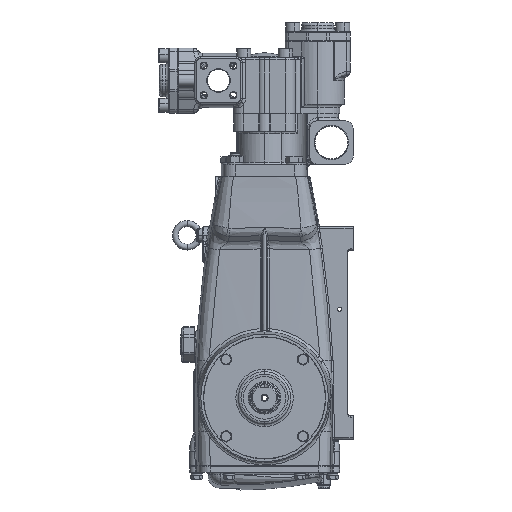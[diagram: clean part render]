
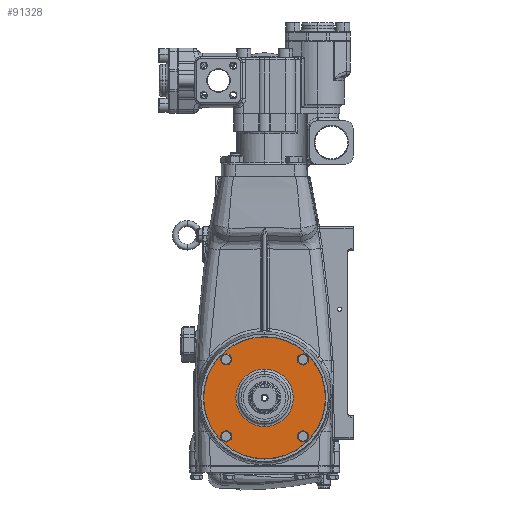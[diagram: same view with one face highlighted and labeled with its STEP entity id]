
A CAD part, left-side view. The second image highlights one B-rep face of the part: STEP entity #91328.
In plain terms, the highlighted planar face has unit normal (-1, 0, 0).
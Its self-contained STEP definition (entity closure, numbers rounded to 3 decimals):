
#1154 = DIRECTION ( 'NONE',  ( 1., 0., 0. ) ) ;
#1193 = CIRCLE ( 'NONE', #86931, 0.217 ) ;
#1826 = EDGE_CURVE ( 'NONE', #54669, #34762, #79522, .T. ) ;
#1891 = DIRECTION ( 'NONE',  ( 0., 0., -1. ) ) ;
#2361 = DIRECTION ( 'NONE',  ( 0., 0., 1. ) ) ;
#2560 = EDGE_CURVE ( 'NONE', #10152, #38177, #46596, .T. ) ;
#4827 = DIRECTION ( 'NONE',  ( 1., 0., 0. ) ) ;
#4878 = DIRECTION ( 'NONE',  ( 1., 0., 0. ) ) ;
#6375 = ORIENTED_EDGE ( 'NONE', *, *, #31724, .T. ) ;
#6906 = CARTESIAN_POINT ( 'NONE',  ( -7.441, 0., 0. ) ) ;
#7615 = AXIS2_PLACEMENT_3D ( 'NONE', #29802, #104019, #103423 ) ;
#8188 = CIRCLE ( 'NONE', #10102, 1.916 ) ;
#9369 = CARTESIAN_POINT ( 'NONE',  ( -7.441, -2.561, 2.561 ) ) ;
#9527 = CIRCLE ( 'NONE', #7615, 0.217 ) ;
#9531 = EDGE_CURVE ( 'NONE', #30018, #47568, #9527, .T. ) ;
#9971 = EDGE_LOOP ( 'NONE', ( #86199, #91409 ) ) ;
#10102 = AXIS2_PLACEMENT_3D ( 'NONE', #65040, #1154, #11485 ) ;
#10152 = VERTEX_POINT ( 'NONE', #87166 ) ;
#10950 = AXIS2_PLACEMENT_3D ( 'NONE', #55340, #73017, #26768 ) ;
#11461 = EDGE_LOOP ( 'NONE', ( #65271, #114124 ) ) ;
#11485 = DIRECTION ( 'NONE',  ( 0., 0., -1. ) ) ;
#16834 = CARTESIAN_POINT ( 'NONE',  ( -7.441, -2.561, 2.561 ) ) ;
#18505 = DIRECTION ( 'NONE',  ( 0., 0., 1. ) ) ;
#19151 = DIRECTION ( 'NONE',  ( 1., 0., 0. ) ) ;
#19186 = CARTESIAN_POINT ( 'NONE',  ( -7.441, -2.345, -2.561 ) ) ;
#20643 = CARTESIAN_POINT ( 'NONE',  ( -7.441, 0., 0. ) ) ;
#21014 = CARTESIAN_POINT ( 'NONE',  ( -7.441, 0., -1.916 ) ) ;
#24972 = ORIENTED_EDGE ( 'NONE', *, *, #9531, .T. ) ;
#25172 = DIRECTION ( 'NONE',  ( 0., 0., 1. ) ) ;
#25580 = CIRCLE ( 'NONE', #52761, 0.217 ) ;
#25884 = FACE_BOUND ( 'NONE', #69592, .T. ) ;
#26257 = EDGE_CURVE ( 'NONE', #93093, #85645, #70503, .T. ) ;
#26415 = CARTESIAN_POINT ( 'NONE',  ( -7.441, 2.561, -2.561 ) ) ;
#26768 = DIRECTION ( 'NONE',  ( 0., 0., -1. ) ) ;
#27942 = CIRCLE ( 'NONE', #41516, 0.217 ) ;
#28234 = EDGE_LOOP ( 'NONE', ( #54329, #91937 ) ) ;
#28429 = AXIS2_PLACEMENT_3D ( 'NONE', #56262, #19151, #94570 ) ;
#28562 = VERTEX_POINT ( 'NONE', #51052 ) ;
#29802 = CARTESIAN_POINT ( 'NONE',  ( -7.441, 2.561, 2.561 ) ) ;
#30018 = VERTEX_POINT ( 'NONE', #72279 ) ;
#31724 = EDGE_CURVE ( 'NONE', #38177, #10152, #88501, .T. ) ;
#33028 = VERTEX_POINT ( 'NONE', #62016 ) ;
#34251 = EDGE_CURVE ( 'NONE', #47568, #30018, #1193, .T. ) ;
#34762 = VERTEX_POINT ( 'NONE', #67145 ) ;
#35676 = DIRECTION ( 'NONE',  ( 1., 0., 0. ) ) ;
#36292 = AXIS2_PLACEMENT_3D ( 'NONE', #68159, #4878, #59646 ) ;
#37989 = PLANE ( 'NONE',  #28429 ) ;
#38177 = VERTEX_POINT ( 'NONE', #95829 ) ;
#38200 = VERTEX_POINT ( 'NONE', #21014 ) ;
#38768 = DIRECTION ( 'NONE',  ( 0., -1., 0. ) ) ;
#40697 = AXIS2_PLACEMENT_3D ( 'NONE', #9369, #102447, #18505 ) ;
#41516 = AXIS2_PLACEMENT_3D ( 'NONE', #46101, #82612, #38768 ) ;
#42256 = EDGE_CURVE ( 'NONE', #33028, #28562, #25580, .T. ) ;
#42359 = CARTESIAN_POINT ( 'NONE',  ( -7.441, 2.345, 2.561 ) ) ;
#43031 = ORIENTED_EDGE ( 'NONE', *, *, #34251, .T. ) ;
#43729 = CARTESIAN_POINT ( 'NONE',  ( -7.441, -2.561, -2.561 ) ) ;
#45441 = VERTEX_POINT ( 'NONE', #106478 ) ;
#46101 = CARTESIAN_POINT ( 'NONE',  ( -7.441, -2.561, -2.561 ) ) ;
#46596 = CIRCLE ( 'NONE', #112639, 4.055 ) ;
#47568 = VERTEX_POINT ( 'NONE', #42359 ) ;
#47730 = FACE_OUTER_BOUND ( 'NONE', #112051, .T. ) ;
#48326 = FACE_BOUND ( 'NONE', #9971, .T. ) ;
#48452 = AXIS2_PLACEMENT_3D ( 'NONE', #16834, #35676, #72176 ) ;
#51052 = CARTESIAN_POINT ( 'NONE',  ( -7.441, 2.561, -2.345 ) ) ;
#52761 = AXIS2_PLACEMENT_3D ( 'NONE', #26415, #104666, #1891 ) ;
#54329 = ORIENTED_EDGE ( 'NONE', *, *, #101095, .T. ) ;
#54669 = VERTEX_POINT ( 'NONE', #62510 ) ;
#54940 = AXIS2_PLACEMENT_3D ( 'NONE', #43729, #4827, #108791 ) ;
#55340 = CARTESIAN_POINT ( 'NONE',  ( -7.441, 0., 0. ) ) ;
#56262 = CARTESIAN_POINT ( 'NONE',  ( -7.441, 4.055, 0. ) ) ;
#59646 = DIRECTION ( 'NONE',  ( 0., 0., -1. ) ) ;
#62016 = CARTESIAN_POINT ( 'NONE',  ( -7.441, 2.561, -2.778 ) ) ;
#62510 = CARTESIAN_POINT ( 'NONE',  ( -7.441, -2.561, 2.345 ) ) ;
#62998 = FACE_BOUND ( 'NONE', #86051, .T. ) ;
#64666 = ORIENTED_EDGE ( 'NONE', *, *, #2560, .T. ) ;
#65040 = CARTESIAN_POINT ( 'NONE',  ( -7.441, 0., 0. ) ) ;
#65271 = ORIENTED_EDGE ( 'NONE', *, *, #107700, .T. ) ;
#67145 = CARTESIAN_POINT ( 'NONE',  ( -7.441, -2.561, 2.778 ) ) ;
#68159 = CARTESIAN_POINT ( 'NONE',  ( -7.441, 2.561, -2.561 ) ) ;
#69592 = EDGE_LOOP ( 'NONE', ( #118721, #81854 ) ) ;
#70503 = CIRCLE ( 'NONE', #54940, 0.217 ) ;
#71703 = CIRCLE ( 'NONE', #48452, 0.217 ) ;
#72176 = DIRECTION ( 'NONE',  ( 0., 0., 1. ) ) ;
#72279 = CARTESIAN_POINT ( 'NONE',  ( -7.441, 2.778, 2.561 ) ) ;
#73017 = DIRECTION ( 'NONE',  ( 1., 0., 0. ) ) ;
#75188 = EDGE_CURVE ( 'NONE', #45441, #38200, #102194, .T. ) ;
#75387 = DIRECTION ( 'NONE',  ( -1., 0., 0. ) ) ;
#78887 = EDGE_CURVE ( 'NONE', #34762, #54669, #71703, .T. ) ;
#79522 = CIRCLE ( 'NONE', #40697, 0.217 ) ;
#81854 = ORIENTED_EDGE ( 'NONE', *, *, #1826, .T. ) ;
#82612 = DIRECTION ( 'NONE',  ( 1., 0., 0. ) ) ;
#83634 = FACE_BOUND ( 'NONE', #28234, .T. ) ;
#83743 = CARTESIAN_POINT ( 'NONE',  ( -7.441, 2.561, 2.561 ) ) ;
#85645 = VERTEX_POINT ( 'NONE', #87421 ) ;
#86051 = EDGE_LOOP ( 'NONE', ( #24972, #43031 ) ) ;
#86199 = ORIENTED_EDGE ( 'NONE', *, *, #42256, .T. ) ;
#86931 = AXIS2_PLACEMENT_3D ( 'NONE', #83743, #92276, #100798 ) ;
#87166 = CARTESIAN_POINT ( 'NONE',  ( -7.441, 0., 4.055 ) ) ;
#87421 = CARTESIAN_POINT ( 'NONE',  ( -7.441, -2.778, -2.561 ) ) ;
#88501 = CIRCLE ( 'NONE', #103998, 4.055 ) ;
#90876 = DIRECTION ( 'NONE',  ( -1., 0., 0. ) ) ;
#91328 = ADVANCED_FACE ( 'NONE', ( #117705, #25884, #62998, #48326, #83634, #47730 ), #37989, .F. ) ;
#91409 = ORIENTED_EDGE ( 'NONE', *, *, #111043, .T. ) ;
#91937 = ORIENTED_EDGE ( 'NONE', *, *, #75188, .T. ) ;
#92276 = DIRECTION ( 'NONE',  ( 1., 0., 0. ) ) ;
#93093 = VERTEX_POINT ( 'NONE', #19186 ) ;
#94570 = DIRECTION ( 'NONE',  ( 0., 0., -1. ) ) ;
#95829 = CARTESIAN_POINT ( 'NONE',  ( -7.441, 0., -4.055 ) ) ;
#100798 = DIRECTION ( 'NONE',  ( 0., 1., 0. ) ) ;
#101095 = EDGE_CURVE ( 'NONE', #38200, #45441, #8188, .T. ) ;
#102194 = CIRCLE ( 'NONE', #10950, 1.916 ) ;
#102447 = DIRECTION ( 'NONE',  ( 1., 0., 0. ) ) ;
#103423 = DIRECTION ( 'NONE',  ( 0., 1., 0. ) ) ;
#103998 = AXIS2_PLACEMENT_3D ( 'NONE', #6906, #90876, #25172 ) ;
#104019 = DIRECTION ( 'NONE',  ( 1., 0., 0. ) ) ;
#104666 = DIRECTION ( 'NONE',  ( 1., 0., 0. ) ) ;
#106478 = CARTESIAN_POINT ( 'NONE',  ( -7.441, 0., 1.916 ) ) ;
#107700 = EDGE_CURVE ( 'NONE', #85645, #93093, #27942, .T. ) ;
#108791 = DIRECTION ( 'NONE',  ( 0., -1., 0. ) ) ;
#111043 = EDGE_CURVE ( 'NONE', #28562, #33028, #111970, .T. ) ;
#111970 = CIRCLE ( 'NONE', #36292, 0.217 ) ;
#112051 = EDGE_LOOP ( 'NONE', ( #64666, #6375 ) ) ;
#112639 = AXIS2_PLACEMENT_3D ( 'NONE', #20643, #75387, #2361 ) ;
#114124 = ORIENTED_EDGE ( 'NONE', *, *, #26257, .T. ) ;
#117705 = FACE_BOUND ( 'NONE', #11461, .T. ) ;
#118721 = ORIENTED_EDGE ( 'NONE', *, *, #78887, .T. ) ;
